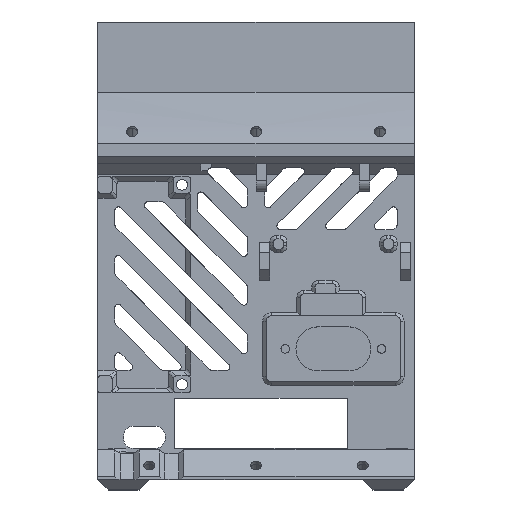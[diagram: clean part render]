
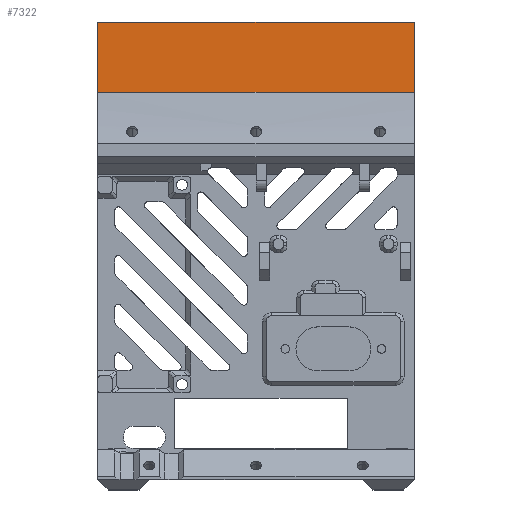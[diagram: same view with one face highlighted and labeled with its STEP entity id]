
A CAD part, top view. The second image highlights one B-rep face of the part: STEP entity #7322.
In plain terms, the highlighted planar face has unit normal (0, 0, 1).
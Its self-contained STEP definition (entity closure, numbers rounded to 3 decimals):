
#322 = CARTESIAN_POINT ( 'NONE',  ( 46., 112.569, -0.1 ) ) ;
#881 = DIRECTION ( 'NONE',  ( -1., 0., 0. ) ) ;
#905 = EDGE_CURVE ( 'NONE', #8601, #4865, #5534, .T. ) ;
#1444 = ORIENTED_EDGE ( 'NONE', *, *, #14249, .F. ) ;
#1480 = CARTESIAN_POINT ( 'NONE',  ( -46., 133., -0.1 ) ) ;
#1772 = FACE_OUTER_BOUND ( 'NONE', #4462, .T. ) ;
#2246 = LINE ( 'NONE', #10050, #14267 ) ;
#2590 = ORIENTED_EDGE ( 'NONE', *, *, #13235, .T. ) ;
#3015 = CARTESIAN_POINT ( 'NONE',  ( 46., 133., -0.1 ) ) ;
#4462 = EDGE_LOOP ( 'NONE', ( #2590, #5208, #1444, #12058 ) ) ;
#4865 = VERTEX_POINT ( 'NONE', #9467 ) ;
#5175 = CARTESIAN_POINT ( 'NONE',  ( 46., 133., -0.1 ) ) ;
#5208 = ORIENTED_EDGE ( 'NONE', *, *, #905, .F. ) ;
#5388 = VECTOR ( 'NONE', #5732, 1000. ) ;
#5534 = LINE ( 'NONE', #14712, #6467 ) ;
#5732 = DIRECTION ( 'NONE',  ( 0., -1., 0. ) ) ;
#6063 = VECTOR ( 'NONE', #10882, 1000. ) ;
#6232 = PLANE ( 'NONE',  #6982 ) ;
#6327 = CARTESIAN_POINT ( 'NONE',  ( -46., 133., -0.1 ) ) ;
#6467 = VECTOR ( 'NONE', #7663, 1000. ) ;
#6807 = VERTEX_POINT ( 'NONE', #1480 ) ;
#6982 = AXIS2_PLACEMENT_3D ( 'NONE', #5175, #9655, #8437 ) ;
#7081 = CARTESIAN_POINT ( 'NONE',  ( 46., 133., -0.1 ) ) ;
#7104 = EDGE_CURVE ( 'NONE', #10788, #6807, #2246, .T. ) ;
#7322 = ADVANCED_FACE ( 'NONE', ( #1772 ), #6232, .F. ) ;
#7663 = DIRECTION ( 'NONE',  ( -1., 0., 0. ) ) ;
#8437 = DIRECTION ( 'NONE',  ( 0., 1., 0. ) ) ;
#8601 = VERTEX_POINT ( 'NONE', #322 ) ;
#9467 = CARTESIAN_POINT ( 'NONE',  ( -46., 112.569, -0.1 ) ) ;
#9655 = DIRECTION ( 'NONE',  ( 0., 0., -1. ) ) ;
#10050 = CARTESIAN_POINT ( 'NONE',  ( 46., 133., -0.1 ) ) ;
#10582 = LINE ( 'NONE', #7081, #5388 ) ;
#10788 = VERTEX_POINT ( 'NONE', #3015 ) ;
#10882 = DIRECTION ( 'NONE',  ( 0., -1., 0. ) ) ;
#11039 = LINE ( 'NONE', #6327, #6063 ) ;
#12058 = ORIENTED_EDGE ( 'NONE', *, *, #7104, .T. ) ;
#13235 = EDGE_CURVE ( 'NONE', #6807, #4865, #11039, .T. ) ;
#14249 = EDGE_CURVE ( 'NONE', #10788, #8601, #10582, .T. ) ;
#14267 = VECTOR ( 'NONE', #881, 1000. ) ;
#14712 = CARTESIAN_POINT ( 'NONE',  ( 46., 112.569, -0.1 ) ) ;
